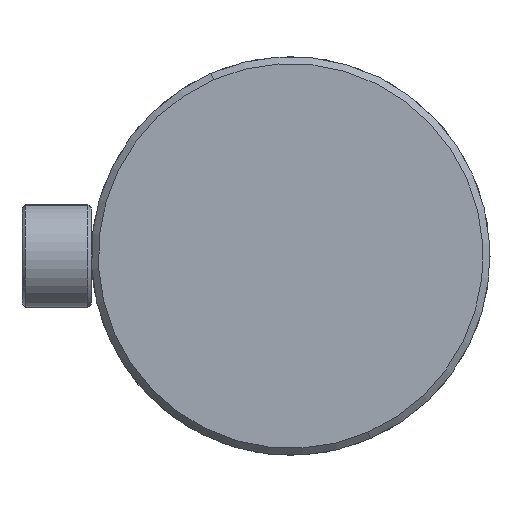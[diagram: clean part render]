
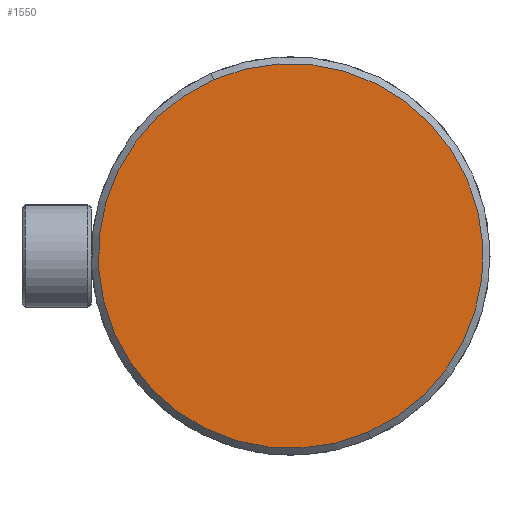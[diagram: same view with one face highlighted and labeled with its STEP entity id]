
A CAD part, left-side view. The second image highlights one B-rep face of the part: STEP entity #1550.
In plain terms, the highlighted planar face has unit normal (-1, 0, 0).
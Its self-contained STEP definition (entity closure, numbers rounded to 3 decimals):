
#41 = PLANE ( 'NONE',  #1865 ) ;
#155 = FACE_OUTER_BOUND ( 'NONE', #2976, .T. ) ;
#195 = CARTESIAN_POINT ( 'NONE',  ( -25., 0., 0. ) ) ;
#199 = VERTEX_POINT ( 'NONE', #2818 ) ;
#273 = CARTESIAN_POINT ( 'NONE',  ( -25., 0., 0. ) ) ;
#294 = DIRECTION ( 'NONE',  ( 0., 0., 1. ) ) ;
#572 = CARTESIAN_POINT ( 'NONE',  ( -25., 0., 55.5 ) ) ;
#641 = DIRECTION ( 'NONE',  ( -1., 0., 0. ) ) ;
#699 = AXIS2_PLACEMENT_3D ( 'NONE', #195, #2246, #2554 ) ;
#1083 = CARTESIAN_POINT ( 'NONE',  ( -25., 0., 0. ) ) ;
#1261 = EDGE_CURVE ( 'NONE', #1715, #199, #1623, .T. ) ;
#1550 = ADVANCED_FACE ( 'NONE', ( #155 ), #41, .T. ) ;
#1556 = EDGE_CURVE ( 'NONE', #199, #1715, #2588, .T. ) ;
#1623 = CIRCLE ( 'NONE', #699, 55.5 ) ;
#1629 = DIRECTION ( 'NONE',  ( 0., 0., 1. ) ) ;
#1694 = ORIENTED_EDGE ( 'NONE', *, *, #1556, .T. ) ;
#1715 = VERTEX_POINT ( 'NONE', #572 ) ;
#1865 = AXIS2_PLACEMENT_3D ( 'NONE', #273, #2860, #294 ) ;
#2032 = AXIS2_PLACEMENT_3D ( 'NONE', #1083, #641, #1629 ) ;
#2246 = DIRECTION ( 'NONE',  ( -1., 0., 0. ) ) ;
#2554 = DIRECTION ( 'NONE',  ( 0., 0., 1. ) ) ;
#2588 = CIRCLE ( 'NONE', #2032, 55.5 ) ;
#2818 = CARTESIAN_POINT ( 'NONE',  ( -25., 0., -55.5 ) ) ;
#2860 = DIRECTION ( 'NONE',  ( -1., 0., 0. ) ) ;
#2889 = ORIENTED_EDGE ( 'NONE', *, *, #1261, .T. ) ;
#2976 = EDGE_LOOP ( 'NONE', ( #1694, #2889 ) ) ;
